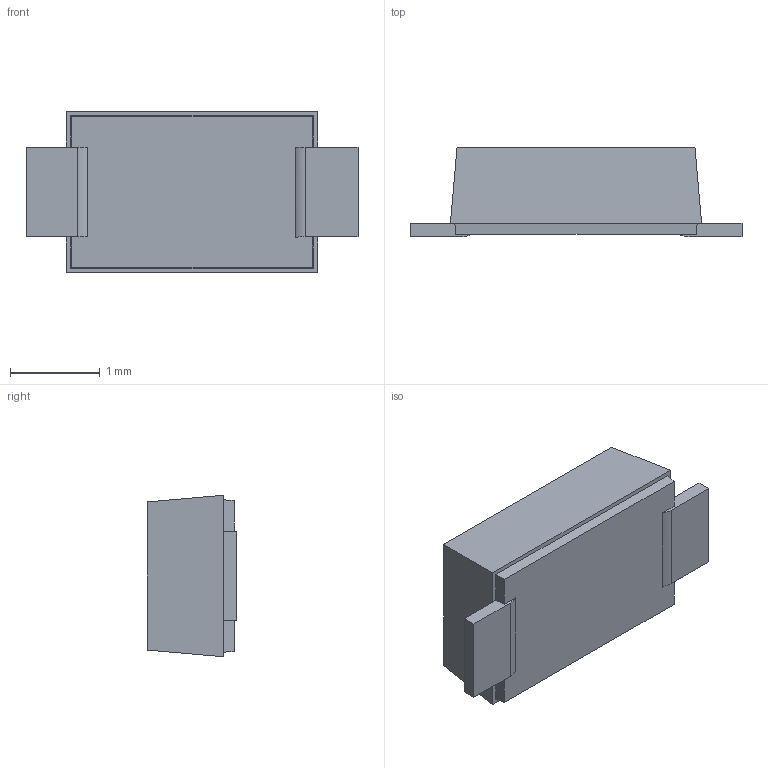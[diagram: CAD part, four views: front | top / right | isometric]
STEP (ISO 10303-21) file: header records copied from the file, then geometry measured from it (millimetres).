
FILE_DESCRIPTION (( 'STEP AP214' ), '1' );
FILE_NAME ('SMF Package.STEP', '2018-01-09T01:35:37', ( 'Vishay' ), ( '' ), 'SwSTEP 2.0', 'SolidWorks 2016', '' );
FILE_SCHEMA (( 'AUTOMOTIVE_DESIGN' ));
Length unit declared in the file: millimetre
Products named in the file (1): SMF Package
Bounding box: 3.7 x 1 x 1.8 mm (x, y, z)
Volume: 4.7 mm3; surface area: 20.2 mm2
Topology: 1 solids, 1 shells, 27 faces, 71 edges, 46 vertices
Faces by surface type: plane 24, cylinder 3
Entity records: 996 total; most frequent: CARTESIAN_POINT 148, ORIENTED_EDGE 142, DIRECTION 131, EDGE_CURVE 71, VECTOR 65, LINE 65, VERTEX_POINT 46, AXIS2_PLACEMENT_3D 33
